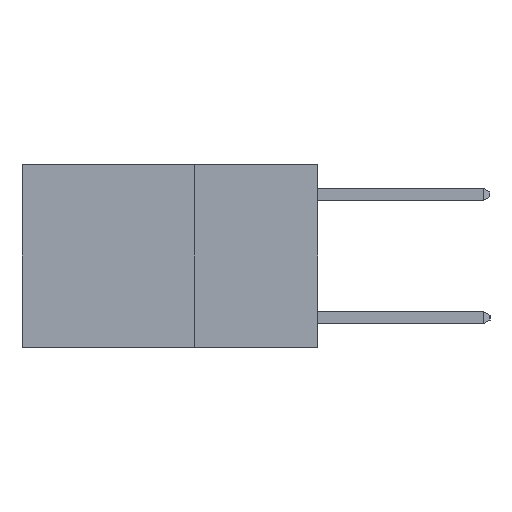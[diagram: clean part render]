
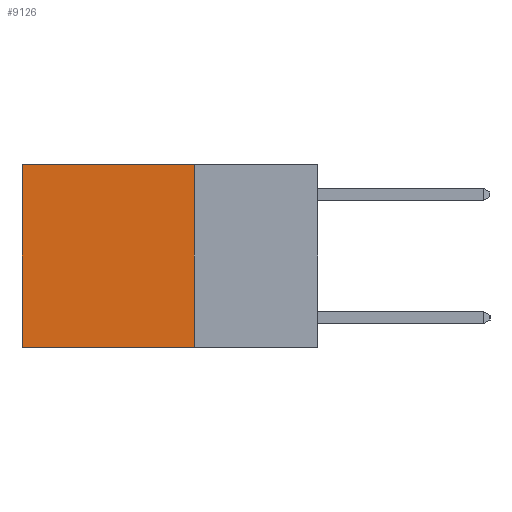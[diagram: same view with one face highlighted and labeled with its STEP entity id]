
A CAD part, left-side view. The second image highlights one B-rep face of the part: STEP entity #9126.
In plain terms, the highlighted planar face has unit normal (-1, 0, 0).
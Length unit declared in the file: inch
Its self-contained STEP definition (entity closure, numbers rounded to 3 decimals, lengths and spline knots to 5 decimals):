
#205 = CARTESIAN_POINT ( 'NONE',  ( 0.2625, 0.25, -0.37 ) ) ;
#382 = VECTOR ( 'NONE', #8061, 39.37008 ) ;
#474 = VERTEX_POINT ( 'NONE', #5541 ) ;
#882 = EDGE_CURVE ( 'NONE', #4803, #474, #3122, .T. ) ;
#990 = CARTESIAN_POINT ( 'NONE',  ( 0.2625, 0.25, -0.37 ) ) ;
#1031 = DIRECTION ( 'NONE',  ( 0., 1., 0. ) ) ;
#1325 = VECTOR ( 'NONE', #1031, 39.37008 ) ;
#1634 = FACE_OUTER_BOUND ( 'NONE', #7205, .T. ) ;
#2275 = EDGE_CURVE ( 'NONE', #10317, #2955, #5478, .T. ) ;
#2356 = DIRECTION ( 'NONE',  ( 1., 0., 0. ) ) ;
#2608 = EDGE_CURVE ( 'NONE', #474, #2955, #6947, .T. ) ;
#2761 = CARTESIAN_POINT ( 'NONE',  ( 0.2625, 0.6, -0.37 ) ) ;
#2955 = VERTEX_POINT ( 'NONE', #2761 ) ;
#3090 = CARTESIAN_POINT ( 'NONE',  ( 0.2625, 0.25, 0. ) ) ;
#3122 = LINE ( 'NONE', #7095, #7113 ) ;
#3559 = ORIENTED_EDGE ( 'NONE', *, *, #7861, .F. ) ;
#3562 = AXIS2_PLACEMENT_3D ( 'NONE', #7184, #2356, #7998 ) ;
#4798 = ORIENTED_EDGE ( 'NONE', *, *, #2608, .T. ) ;
#4803 = VERTEX_POINT ( 'NONE', #6683 ) ;
#5323 = ORIENTED_EDGE ( 'NONE', *, *, #882, .T. ) ;
#5478 = LINE ( 'NONE', #990, #1325 ) ;
#5541 = CARTESIAN_POINT ( 'NONE',  ( 0.2625, 0.6, 0. ) ) ;
#5646 = VECTOR ( 'NONE', #8622, 39.37008 ) ;
#6683 = CARTESIAN_POINT ( 'NONE',  ( 0.2625, 0.25, 0. ) ) ;
#6947 = LINE ( 'NONE', #8027, #382 ) ;
#7095 = CARTESIAN_POINT ( 'NONE',  ( 0.2625, 0.25, 0. ) ) ;
#7113 = VECTOR ( 'NONE', #8295, 39.37008 ) ;
#7184 = CARTESIAN_POINT ( 'NONE',  ( 0.2625, 0.25, 0. ) ) ;
#7205 = EDGE_LOOP ( 'NONE', ( #4798, #8484, #3559, #5323 ) ) ;
#7756 = LINE ( 'NONE', #3090, #5646 ) ;
#7861 = EDGE_CURVE ( 'NONE', #4803, #10317, #7756, .T. ) ;
#7962 = PLANE ( 'NONE',  #3562 ) ;
#7998 = DIRECTION ( 'NONE',  ( 0., 0., -1. ) ) ;
#8027 = CARTESIAN_POINT ( 'NONE',  ( 0.2625, 0.6, 0. ) ) ;
#8061 = DIRECTION ( 'NONE',  ( 0., 0., -1. ) ) ;
#8295 = DIRECTION ( 'NONE',  ( 0., 1., 0. ) ) ;
#8484 = ORIENTED_EDGE ( 'NONE', *, *, #2275, .F. ) ;
#8622 = DIRECTION ( 'NONE',  ( 0., 0., -1. ) ) ;
#9126 = ADVANCED_FACE ( 'NONE', ( #1634 ), #7962, .F. ) ;
#10317 = VERTEX_POINT ( 'NONE', #205 ) ;
